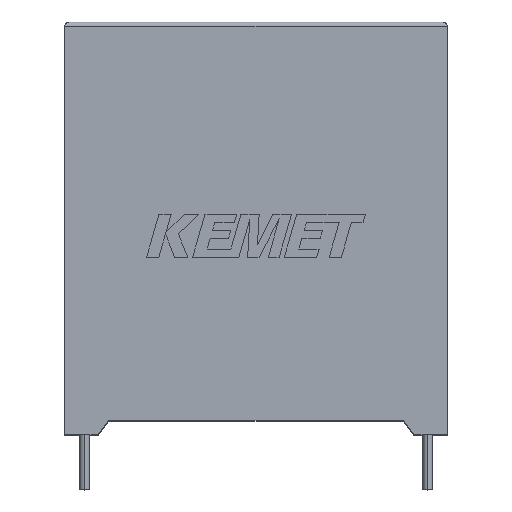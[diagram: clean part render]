
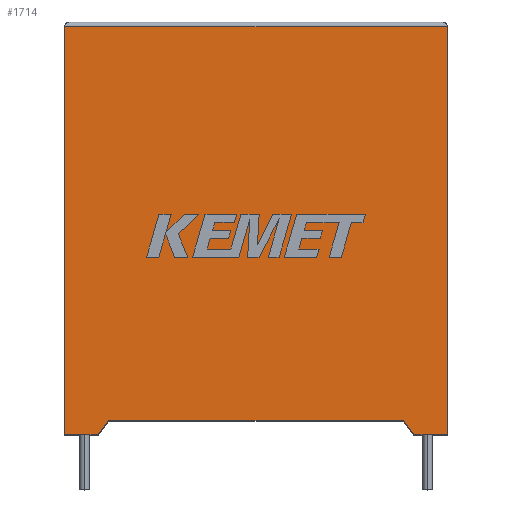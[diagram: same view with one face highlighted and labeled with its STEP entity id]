
A CAD part, top view. The second image highlights one B-rep face of the part: STEP entity #1714.
In plain terms, the highlighted planar face has unit normal (0, 0, 1).
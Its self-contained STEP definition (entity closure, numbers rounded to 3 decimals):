
#175 = CARTESIAN_POINT ( 'NONE',  ( 38.15, 0., 30.3 ) ) ;
#210 = EDGE_CURVE ( 'NONE', #2261, #2983, #2087, .T. ) ;
#232 = ORIENTED_EDGE ( 'NONE', *, *, #627, .T. ) ;
#250 = VERTEX_POINT ( 'NONE', #473 ) ;
#432 = LINE ( 'NONE', #1389, #2824 ) ;
#473 = CARTESIAN_POINT ( 'NONE',  ( 4.811, 1.555, 30.3 ) ) ;
#489 = AXIS2_PLACEMENT_3D ( 'NONE', #2997, #2770, #2322 ) ;
#503 = CARTESIAN_POINT ( 'NONE',  ( 20.9, 1.555, 30.3 ) ) ;
#506 = EDGE_LOOP ( 'NONE', ( #2553, #232, #1707, #1332, #2820, #2488, #2045, #2001 ) ) ;
#530 = VERTEX_POINT ( 'NONE', #175 ) ;
#548 = CARTESIAN_POINT ( 'NONE',  ( 0., 0., 30.3 ) ) ;
#571 = LINE ( 'NONE', #1530, #1580 ) ;
#627 = EDGE_CURVE ( 'NONE', #2983, #2769, #1442, .T. ) ;
#670 = CARTESIAN_POINT ( 'NONE',  ( 3.65, 0., 30.3 ) ) ;
#729 = CARTESIAN_POINT ( 'NONE',  ( 41.8, 0., 30.3 ) ) ;
#794 = CARTESIAN_POINT ( 'NONE',  ( 0., 0., 30.3 ) ) ;
#833 = LINE ( 'NONE', #1801, #1671 ) ;
#885 = LINE ( 'NONE', #1346, #2599 ) ;
#895 = DIRECTION ( 'NONE',  ( 0., 1., 0. ) ) ;
#899 = DIRECTION ( 'NONE',  ( 0.598, -0.801, 0. ) ) ;
#912 = EDGE_CURVE ( 'NONE', #2923, #250, #1481, .T. ) ;
#1059 = EDGE_CURVE ( 'NONE', #2769, #2305, #885, .T. ) ;
#1116 = PLANE ( 'NONE',  #489 ) ;
#1151 = EDGE_CURVE ( 'NONE', #250, #2228, #571, .T. ) ;
#1154 = CARTESIAN_POINT ( 'NONE',  ( 0., 44.6, 30.3 ) ) ;
#1190 = DIRECTION ( 'NONE',  ( -1., 0., 0. ) ) ;
#1277 = VECTOR ( 'NONE', #2180, 1000. ) ;
#1332 = ORIENTED_EDGE ( 'NONE', *, *, #1791, .T. ) ;
#1346 = CARTESIAN_POINT ( 'NONE',  ( 0., 0., 30.3 ) ) ;
#1389 = CARTESIAN_POINT ( 'NONE',  ( 38.15, 0., 30.3 ) ) ;
#1391 = CARTESIAN_POINT ( 'NONE',  ( 36.989, 1.555, 30.3 ) ) ;
#1442 = LINE ( 'NONE', #1154, #1881 ) ;
#1481 = LINE ( 'NONE', #503, #2066 ) ;
#1530 = CARTESIAN_POINT ( 'NONE',  ( 3.65, 0., 30.3 ) ) ;
#1580 = VECTOR ( 'NONE', #2485, 1000. ) ;
#1671 = VECTOR ( 'NONE', #2671, 1000. ) ;
#1676 = CARTESIAN_POINT ( 'NONE',  ( 41.8, 44.6, 30.3 ) ) ;
#1707 = ORIENTED_EDGE ( 'NONE', *, *, #1059, .T. ) ;
#1714 = ADVANCED_FACE ( 'NONE', ( #2474 ), #1116, .F. ) ;
#1746 = EDGE_CURVE ( 'NONE', #530, #2261, #2436, .T. ) ;
#1791 = EDGE_CURVE ( 'NONE', #2305, #2228, #833, .T. ) ;
#1801 = CARTESIAN_POINT ( 'NONE',  ( 0., 0., 30.3 ) ) ;
#1881 = VECTOR ( 'NONE', #2114, 1000. ) ;
#1905 = EDGE_CURVE ( 'NONE', #2923, #530, #432, .T. ) ;
#2001 = ORIENTED_EDGE ( 'NONE', *, *, #1746, .T. ) ;
#2045 = ORIENTED_EDGE ( 'NONE', *, *, #1905, .T. ) ;
#2066 = VECTOR ( 'NONE', #1190, 1000. ) ;
#2087 = LINE ( 'NONE', #3006, #2635 ) ;
#2114 = DIRECTION ( 'NONE',  ( -1., 0., 0. ) ) ;
#2180 = DIRECTION ( 'NONE',  ( 1., 0., 0. ) ) ;
#2228 = VERTEX_POINT ( 'NONE', #670 ) ;
#2261 = VERTEX_POINT ( 'NONE', #729 ) ;
#2286 = DIRECTION ( 'NONE',  ( 0., -1., 0. ) ) ;
#2305 = VERTEX_POINT ( 'NONE', #548 ) ;
#2322 = DIRECTION ( 'NONE',  ( -1., 0., 0. ) ) ;
#2436 = LINE ( 'NONE', #794, #1277 ) ;
#2474 = FACE_OUTER_BOUND ( 'NONE', #506, .T. ) ;
#2485 = DIRECTION ( 'NONE',  ( -0.598, -0.801, 0. ) ) ;
#2488 = ORIENTED_EDGE ( 'NONE', *, *, #912, .F. ) ;
#2553 = ORIENTED_EDGE ( 'NONE', *, *, #210, .T. ) ;
#2599 = VECTOR ( 'NONE', #2286, 1000. ) ;
#2635 = VECTOR ( 'NONE', #895, 1000. ) ;
#2671 = DIRECTION ( 'NONE',  ( 1., 0., 0. ) ) ;
#2769 = VERTEX_POINT ( 'NONE', #2865 ) ;
#2770 = DIRECTION ( 'NONE',  ( 0., 0., -1. ) ) ;
#2820 = ORIENTED_EDGE ( 'NONE', *, *, #1151, .F. ) ;
#2824 = VECTOR ( 'NONE', #899, 1000. ) ;
#2865 = CARTESIAN_POINT ( 'NONE',  ( 0., 44.6, 30.3 ) ) ;
#2923 = VERTEX_POINT ( 'NONE', #1391 ) ;
#2983 = VERTEX_POINT ( 'NONE', #1676 ) ;
#2997 = CARTESIAN_POINT ( 'NONE',  ( 0., 0., 30.3 ) ) ;
#3006 = CARTESIAN_POINT ( 'NONE',  ( 41.8, 0., 30.3 ) ) ;
